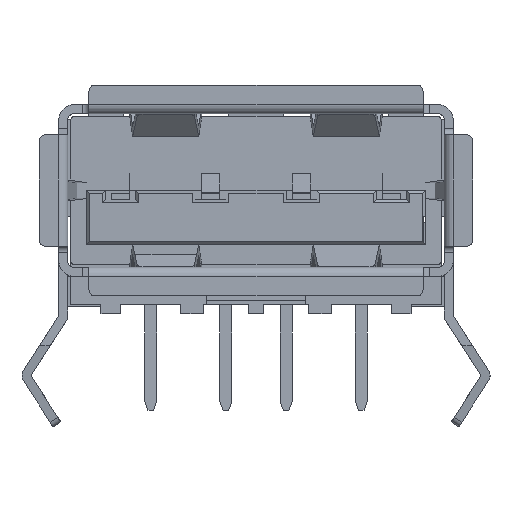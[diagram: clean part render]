
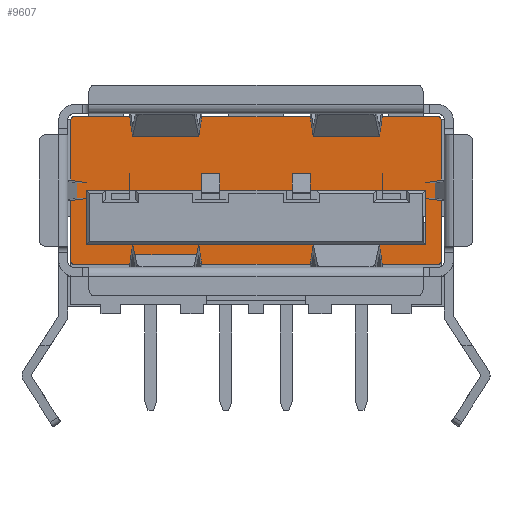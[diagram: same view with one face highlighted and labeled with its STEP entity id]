
A CAD part, front view. The second image highlights one B-rep face of the part: STEP entity #9607.
In plain terms, the highlighted planar face has unit normal (0, -1, 0).
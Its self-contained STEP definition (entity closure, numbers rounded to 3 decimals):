
#77 = CARTESIAN_POINT ( 'NONE',  ( 8.342, -1.586, 1.909 ) ) ;
#187 = CARTESIAN_POINT ( 'NONE',  ( 18.392, -1.586, 4.347 ) ) ;
#269 = AXIS2_PLACEMENT_3D ( 'NONE', #1654, #16119, #4781 ) ;
#398 = EDGE_CURVE ( 'NONE', #2091, #6560, #2230, .T. ) ;
#615 = PLANE ( 'NONE',  #16101 ) ;
#1091 = VECTOR ( 'NONE', #6449, 1000. ) ;
#1393 = ORIENTED_EDGE ( 'NONE', *, *, #7898, .T. ) ;
#1654 = CARTESIAN_POINT ( 'NONE',  ( 18.392, -1.586, -0.453 ) ) ;
#1694 = DIRECTION ( 'NONE',  ( 0., 0., -1. ) ) ;
#1881 = VERTEX_POINT ( 'NONE', #14566 ) ;
#1914 = CARTESIAN_POINT ( 'NONE',  ( 6.699, -1.586, 0.109 ) ) ;
#2091 = VERTEX_POINT ( 'NONE', #12355 ) ;
#2230 = LINE ( 'NONE', #1914, #6234 ) ;
#2535 = VECTOR ( 'NONE', #19267, 1000. ) ;
#2739 = EDGE_CURVE ( 'NONE', #20759, #6168, #11181, .T. ) ;
#2808 = ORIENTED_EDGE ( 'NONE', *, *, #18030, .F. ) ;
#2991 = ORIENTED_EDGE ( 'NONE', *, *, #9732, .F. ) ;
#3052 = LINE ( 'NONE', #6177, #2535 ) ;
#3090 = DIRECTION ( 'NONE',  ( 0., 0., -1. ) ) ;
#3397 = ORIENTED_EDGE ( 'NONE', *, *, #2739, .T. ) ;
#3509 = VECTOR ( 'NONE', #7210, 1000. ) ;
#3566 = CARTESIAN_POINT ( 'NONE',  ( 6.292, -1.586, 1.909 ) ) ;
#3576 = ORIENTED_EDGE ( 'NONE', *, *, #6582, .F. ) ;
#3736 = CARTESIAN_POINT ( 'NONE',  ( 10.342, -1.586, 1.909 ) ) ;
#3892 = ORIENTED_EDGE ( 'NONE', *, *, #4488, .T. ) ;
#3940 = CARTESIAN_POINT ( 'NONE',  ( 18.392, -1.586, -0.553 ) ) ;
#4283 = VECTOR ( 'NONE', #9636, 1000. ) ;
#4433 = VECTOR ( 'NONE', #7640, 1000. ) ;
#4451 = EDGE_LOOP ( 'NONE', ( #2991, #2808, #8505, #7825, #15902, #20999, #3576, #7268, #16380, #13376 ) ) ;
#4488 = EDGE_CURVE ( 'NONE', #7962, #13585, #3052, .T. ) ;
#4499 = DIRECTION ( 'NONE',  ( 0., -1., 0. ) ) ;
#4708 = EDGE_CURVE ( 'NONE', #18431, #16154, #12806, .T. ) ;
#4740 = ORIENTED_EDGE ( 'NONE', *, *, #15009, .T. ) ;
#4781 = DIRECTION ( 'NONE',  ( 0., 0., -1. ) ) ;
#4802 = CARTESIAN_POINT ( 'NONE',  ( 6.699, -1.586, 0.109 ) ) ;
#5249 = CARTESIAN_POINT ( 'NONE',  ( 13.342, -1.586, 1.909 ) ) ;
#5626 = AXIS2_PLACEMENT_3D ( 'NONE', #18516, #20360, #1694 ) ;
#5708 = CARTESIAN_POINT ( 'NONE',  ( 17.984, -1.586, 0.109 ) ) ;
#6168 = VERTEX_POINT ( 'NONE', #12377 ) ;
#6177 = CARTESIAN_POINT ( 'NONE',  ( 18.492, -1.586, -0.453 ) ) ;
#6234 = VECTOR ( 'NONE', #20277, 1000. ) ;
#6449 = DIRECTION ( 'NONE',  ( -1., 0., 0. ) ) ;
#6527 = CARTESIAN_POINT ( 'NONE',  ( 17.984, -1.586, 1.909 ) ) ;
#6560 = VERTEX_POINT ( 'NONE', #4802 ) ;
#6582 = EDGE_CURVE ( 'NONE', #13824, #18431, #9971, .T. ) ;
#6911 = CARTESIAN_POINT ( 'NONE',  ( 14.342, -1.586, 1.909 ) ) ;
#7065 = ORIENTED_EDGE ( 'NONE', *, *, #15365, .T. ) ;
#7078 = EDGE_CURVE ( 'NONE', #1881, #19775, #7951, .T. ) ;
#7174 = CARTESIAN_POINT ( 'NONE',  ( 18.392, -1.586, 4.347 ) ) ;
#7210 = DIRECTION ( 'NONE',  ( 1., 0., 0. ) ) ;
#7268 = ORIENTED_EDGE ( 'NONE', *, *, #14484, .F. ) ;
#7345 = EDGE_CURVE ( 'NONE', #15326, #2091, #9435, .T. ) ;
#7640 = DIRECTION ( 'NONE',  ( -1., 0., 0. ) ) ;
#7719 = LINE ( 'NONE', #10953, #16356 ) ;
#7780 = VERTEX_POINT ( 'NONE', #3940 ) ;
#7821 = DIRECTION ( 'NONE',  ( 0., 0., 1. ) ) ;
#7825 = ORIENTED_EDGE ( 'NONE', *, *, #7345, .F. ) ;
#7898 = EDGE_CURVE ( 'NONE', #7780, #7962, #11917, .T. ) ;
#7951 = LINE ( 'NONE', #21169, #4433 ) ;
#7957 = CARTESIAN_POINT ( 'NONE',  ( 6.292, -1.586, 1.909 ) ) ;
#7962 = VERTEX_POINT ( 'NONE', #8011 ) ;
#7989 = EDGE_LOOP ( 'NONE', ( #3397, #11311, #1393, #3892, #11773, #7065, #4740, #10893 ) ) ;
#8011 = CARTESIAN_POINT ( 'NONE',  ( 18.492, -1.586, -0.453 ) ) ;
#8187 = LINE ( 'NONE', #11834, #20870 ) ;
#8232 = DIRECTION ( 'NONE',  ( -1., 0., 0. ) ) ;
#8457 = LINE ( 'NONE', #10202, #19793 ) ;
#8505 = ORIENTED_EDGE ( 'NONE', *, *, #398, .F. ) ;
#8782 = CARTESIAN_POINT ( 'NONE',  ( 6.192, -1.586, -0.453 ) ) ;
#9044 = DIRECTION ( 'NONE',  ( 0., -1., 0. ) ) ;
#9406 = DIRECTION ( 'NONE',  ( 0., -1., 0. ) ) ;
#9435 = LINE ( 'NONE', #19202, #15098 ) ;
#9607 = ADVANCED_FACE ( 'NONE', ( #18891, #19000 ), #615, .T. ) ;
#9636 = DIRECTION ( 'NONE',  ( -1., 0., 0. ) ) ;
#9732 = EDGE_CURVE ( 'NONE', #17000, #1881, #7719, .T. ) ;
#9748 = CARTESIAN_POINT ( 'NONE',  ( 11.342, -1.586, 1.909 ) ) ;
#9971 = LINE ( 'NONE', #18099, #4283 ) ;
#10202 = CARTESIAN_POINT ( 'NONE',  ( 6.292, -1.586, -0.553 ) ) ;
#10336 = DIRECTION ( 'NONE',  ( -1., 0., 0. ) ) ;
#10370 = EDGE_CURVE ( 'NONE', #16154, #15326, #8187, .T. ) ;
#10641 = LINE ( 'NONE', #12244, #14526 ) ;
#10893 = ORIENTED_EDGE ( 'NONE', *, *, #15687, .T. ) ;
#10953 = CARTESIAN_POINT ( 'NONE',  ( 17.984, -1.586, 0.109 ) ) ;
#11124 = VECTOR ( 'NONE', #11490, 1000. ) ;
#11181 = CIRCLE ( 'NONE', #16734, 0.1 ) ;
#11311 = ORIENTED_EDGE ( 'NONE', *, *, #20722, .T. ) ;
#11488 = LINE ( 'NONE', #187, #1091 ) ;
#11490 = DIRECTION ( 'NONE',  ( -1., 0., 0. ) ) ;
#11773 = ORIENTED_EDGE ( 'NONE', *, *, #12681, .T. ) ;
#11834 = CARTESIAN_POINT ( 'NONE',  ( 17.984, -1.586, 1.909 ) ) ;
#11917 = CIRCLE ( 'NONE', #269, 0.1 ) ;
#12096 = VERTEX_POINT ( 'NONE', #6911 ) ;
#12244 = CARTESIAN_POINT ( 'NONE',  ( 6.192, -1.586, 4.247 ) ) ;
#12351 = CARTESIAN_POINT ( 'NONE',  ( 6.292, -1.586, 4.347 ) ) ;
#12355 = CARTESIAN_POINT ( 'NONE',  ( 6.699, -1.586, 1.909 ) ) ;
#12377 = CARTESIAN_POINT ( 'NONE',  ( 6.292, -1.586, -0.553 ) ) ;
#12681 = EDGE_CURVE ( 'NONE', #13585, #16110, #17716, .T. ) ;
#12705 = DIRECTION ( 'NONE',  ( 0., 0., -1. ) ) ;
#12806 = LINE ( 'NONE', #7957, #11124 ) ;
#13376 = ORIENTED_EDGE ( 'NONE', *, *, #7078, .F. ) ;
#13585 = VERTEX_POINT ( 'NONE', #20634 ) ;
#13824 = VERTEX_POINT ( 'NONE', #5249 ) ;
#14170 = VECTOR ( 'NONE', #8232, 1000. ) ;
#14484 = EDGE_CURVE ( 'NONE', #12096, #13824, #18368, .T. ) ;
#14526 = VECTOR ( 'NONE', #17242, 1000. ) ;
#14566 = CARTESIAN_POINT ( 'NONE',  ( 17.984, -1.586, 1.909 ) ) ;
#15009 = EDGE_CURVE ( 'NONE', #15546, #16146, #15528, .T. ) ;
#15098 = VECTOR ( 'NONE', #20816, 1000. ) ;
#15172 = CARTESIAN_POINT ( 'NONE',  ( 17.984, -1.586, 0.109 ) ) ;
#15326 = VERTEX_POINT ( 'NONE', #77 ) ;
#15365 = EDGE_CURVE ( 'NONE', #16110, #15546, #11488, .T. ) ;
#15528 = CIRCLE ( 'NONE', #20394, 0.1 ) ;
#15546 = VERTEX_POINT ( 'NONE', #12351 ) ;
#15687 = EDGE_CURVE ( 'NONE', #16146, #20759, #10641, .T. ) ;
#15727 = CARTESIAN_POINT ( 'NONE',  ( 16.342, -1.586, 1.909 ) ) ;
#15902 = ORIENTED_EDGE ( 'NONE', *, *, #10370, .F. ) ;
#16101 = AXIS2_PLACEMENT_3D ( 'NONE', #17994, #4499, #3090 ) ;
#16110 = VERTEX_POINT ( 'NONE', #7174 ) ;
#16117 = DIRECTION ( 'NONE',  ( 0., 0., -1. ) ) ;
#16119 = DIRECTION ( 'NONE',  ( 0., -1., 0. ) ) ;
#16146 = VERTEX_POINT ( 'NONE', #18535 ) ;
#16154 = VERTEX_POINT ( 'NONE', #3736 ) ;
#16356 = VECTOR ( 'NONE', #7821, 1000. ) ;
#16380 = ORIENTED_EDGE ( 'NONE', *, *, #18401, .F. ) ;
#16734 = AXIS2_PLACEMENT_3D ( 'NONE', #19141, #9044, #12705 ) ;
#17000 = VERTEX_POINT ( 'NONE', #15172 ) ;
#17242 = DIRECTION ( 'NONE',  ( 0., 0., -1. ) ) ;
#17716 = CIRCLE ( 'NONE', #5626, 0.1 ) ;
#17994 = CARTESIAN_POINT ( 'NONE',  ( 6.292, -1.586, -0.453 ) ) ;
#18030 = EDGE_CURVE ( 'NONE', #6560, #17000, #20417, .T. ) ;
#18099 = CARTESIAN_POINT ( 'NONE',  ( 17.984, -1.586, 1.909 ) ) ;
#18153 = DIRECTION ( 'NONE',  ( -1., 0., 0. ) ) ;
#18217 = DIRECTION ( 'NONE',  ( 1., 0., 0. ) ) ;
#18293 = VECTOR ( 'NONE', #10336, 1000. ) ;
#18368 = LINE ( 'NONE', #3566, #18293 ) ;
#18401 = EDGE_CURVE ( 'NONE', #19775, #12096, #18413, .T. ) ;
#18413 = LINE ( 'NONE', #6527, #14170 ) ;
#18431 = VERTEX_POINT ( 'NONE', #9748 ) ;
#18516 = CARTESIAN_POINT ( 'NONE',  ( 18.392, -1.586, 4.247 ) ) ;
#18535 = CARTESIAN_POINT ( 'NONE',  ( 6.192, -1.586, 4.247 ) ) ;
#18891 = FACE_OUTER_BOUND ( 'NONE', #7989, .T. ) ;
#19000 = FACE_BOUND ( 'NONE', #4451, .T. ) ;
#19141 = CARTESIAN_POINT ( 'NONE',  ( 6.292, -1.586, -0.453 ) ) ;
#19202 = CARTESIAN_POINT ( 'NONE',  ( 17.984, -1.586, 1.909 ) ) ;
#19267 = DIRECTION ( 'NONE',  ( 0., 0., 1. ) ) ;
#19775 = VERTEX_POINT ( 'NONE', #15727 ) ;
#19793 = VECTOR ( 'NONE', #18217, 1000. ) ;
#20277 = DIRECTION ( 'NONE',  ( 0., 0., -1. ) ) ;
#20360 = DIRECTION ( 'NONE',  ( 0., -1., 0. ) ) ;
#20394 = AXIS2_PLACEMENT_3D ( 'NONE', #21224, #9406, #16117 ) ;
#20417 = LINE ( 'NONE', #5708, #3509 ) ;
#20634 = CARTESIAN_POINT ( 'NONE',  ( 18.492, -1.586, 4.247 ) ) ;
#20722 = EDGE_CURVE ( 'NONE', #6168, #7780, #8457, .T. ) ;
#20759 = VERTEX_POINT ( 'NONE', #8782 ) ;
#20816 = DIRECTION ( 'NONE',  ( -1., 0., 0. ) ) ;
#20870 = VECTOR ( 'NONE', #18153, 1000. ) ;
#20999 = ORIENTED_EDGE ( 'NONE', *, *, #4708, .F. ) ;
#21169 = CARTESIAN_POINT ( 'NONE',  ( 6.292, -1.586, 1.909 ) ) ;
#21224 = CARTESIAN_POINT ( 'NONE',  ( 6.292, -1.586, 4.247 ) ) ;
